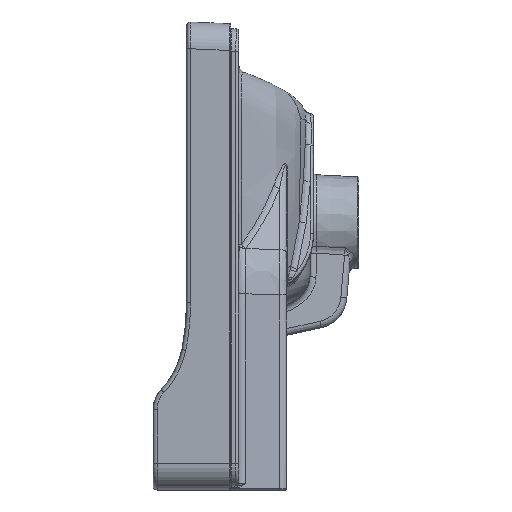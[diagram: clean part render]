
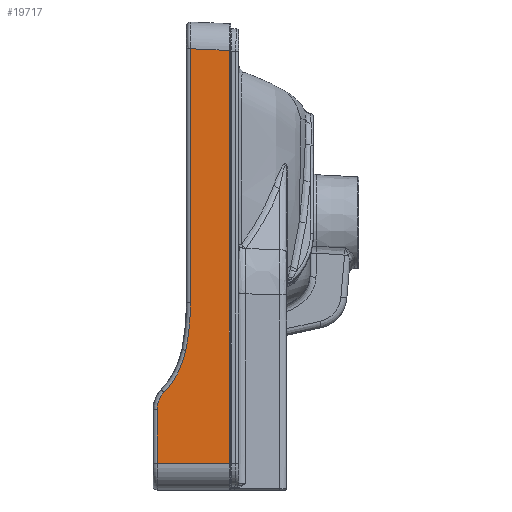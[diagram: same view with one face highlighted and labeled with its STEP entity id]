
A CAD part, left-side view. The second image highlights one B-rep face of the part: STEP entity #19717.
In plain terms, the highlighted planar face has unit normal (-1, 0, 0).
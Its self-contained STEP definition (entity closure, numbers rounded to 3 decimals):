
#1301 = ORIENTED_EDGE ( 'NONE', *, *, #45116, .T. ) ;
#1970 = DIRECTION ( 'NONE',  ( -1., 0., 0. ) ) ;
#3835 = CARTESIAN_POINT ( 'NONE',  ( -200., 110., -155. ) ) ;
#3921 = AXIS2_PLACEMENT_3D ( 'NONE', #30583, #35087, #46752 ) ;
#4635 = VERTEX_POINT ( 'NONE', #8160 ) ;
#4973 = CARTESIAN_POINT ( 'NONE',  ( -200., 78., 153.715 ) ) ;
#5162 = EDGE_CURVE ( 'NONE', #27942, #12897, #26321, .T. ) ;
#5559 = DIRECTION ( 'NONE',  ( -1., 0., 0. ) ) ;
#6575 = VERTEX_POINT ( 'NONE', #25478 ) ;
#6731 = DIRECTION ( 'NONE',  ( 0., 0., -1. ) ) ;
#7618 = EDGE_CURVE ( 'NONE', #4635, #27942, #15945, .T. ) ;
#8160 = CARTESIAN_POINT ( 'NONE',  ( -200., 78., -155. ) ) ;
#9204 = CARTESIAN_POINT ( 'NONE',  ( -200., 132., -115. ) ) ;
#9687 = ORIENTED_EDGE ( 'NONE', *, *, #10020, .T. ) ;
#10020 = EDGE_CURVE ( 'NONE', #24207, #44316, #46986, .T. ) ;
#10836 = VECTOR ( 'NONE', #23365, 1000. ) ;
#11189 = EDGE_LOOP ( 'NONE', ( #1301, #42999, #31594, #48008, #17765, #21522, #26576, #9687 ) ) ;
#12413 = EDGE_CURVE ( 'NONE', #34329, #6575, #42839, .T. ) ;
#12897 = VERTEX_POINT ( 'NONE', #51960 ) ;
#13502 = DIRECTION ( 'NONE',  ( 0., 0., 1. ) ) ;
#13617 = CARTESIAN_POINT ( 'NONE',  ( -200., 110., 175. ) ) ;
#15665 = CARTESIAN_POINT ( 'NONE',  ( -200., 172.89, -58.2 ) ) ;
#15945 = LINE ( 'NONE', #43520, #10836 ) ;
#17590 = PLANE ( 'NONE',  #19574 ) ;
#17765 = ORIENTED_EDGE ( 'NONE', *, *, #12413, .T. ) ;
#19574 = AXIS2_PLACEMENT_3D ( 'NONE', #13617, #1970, #43025 ) ;
#19717 = ADVANCED_FACE ( 'NONE', ( #49909 ), #17590, .T. ) ;
#20795 = CIRCLE ( 'NONE', #25854, 18.75 ) ;
#21522 = ORIENTED_EDGE ( 'NONE', *, *, #44958, .T. ) ;
#21787 = AXIS2_PLACEMENT_3D ( 'NONE', #15665, #35555, #48256 ) ;
#23365 = DIRECTION ( 'NONE',  ( 0., 0., 1. ) ) ;
#24207 = VERTEX_POINT ( 'NONE', #9204 ) ;
#24282 = VECTOR ( 'NONE', #50697, 1000. ) ;
#25119 = EDGE_CURVE ( 'NONE', #50422, #24207, #20795, .T. ) ;
#25478 = CARTESIAN_POINT ( 'NONE',  ( -200., 110.497, -70.584 ) ) ;
#25854 = AXIS2_PLACEMENT_3D ( 'NONE', #41588, #5559, #13502 ) ;
#26321 = LINE ( 'NONE', #30307, #24282 ) ;
#26576 = ORIENTED_EDGE ( 'NONE', *, *, #25119, .T. ) ;
#26743 = VECTOR ( 'NONE', #6731, 1000. ) ;
#27942 = VERTEX_POINT ( 'NONE', #4973 ) ;
#29847 = CARTESIAN_POINT ( 'NONE',  ( -200., 107., -35. ) ) ;
#30307 = CARTESIAN_POINT ( 'NONE',  ( -200., 110.867, 155.15 ) ) ;
#30583 = CARTESIAN_POINT ( 'NONE',  ( -200., 289.78, -35. ) ) ;
#31119 = VECTOR ( 'NONE', #50446, 1000. ) ;
#31390 = CARTESIAN_POINT ( 'NONE',  ( -200., 132., -155. ) ) ;
#31594 = ORIENTED_EDGE ( 'NONE', *, *, #5162, .T. ) ;
#34329 = VERTEX_POINT ( 'NONE', #29847 ) ;
#35087 = DIRECTION ( 'NONE',  ( 1., 0., 0. ) ) ;
#35555 = DIRECTION ( 'NONE',  ( 1., 0., 0. ) ) ;
#38255 = CARTESIAN_POINT ( 'NONE',  ( -200., 132., -155. ) ) ;
#40387 = LINE ( 'NONE', #3835, #42114 ) ;
#41588 = CARTESIAN_POINT ( 'NONE',  ( -200., 113.25, -115. ) ) ;
#42114 = VECTOR ( 'NONE', #48070, 1000. ) ;
#42839 = CIRCLE ( 'NONE', #3921, 182.78 ) ;
#42999 = ORIENTED_EDGE ( 'NONE', *, *, #7618, .T. ) ;
#43025 = DIRECTION ( 'NONE',  ( 0., 0., 1. ) ) ;
#43200 = EDGE_CURVE ( 'NONE', #12897, #34329, #45959, .T. ) ;
#43520 = CARTESIAN_POINT ( 'NONE',  ( -200., 78., 175. ) ) ;
#44316 = VERTEX_POINT ( 'NONE', #31390 ) ;
#44958 = EDGE_CURVE ( 'NONE', #6575, #50422, #45479, .T. ) ;
#45116 = EDGE_CURVE ( 'NONE', #44316, #4635, #40387, .T. ) ;
#45479 = CIRCLE ( 'NONE', #21787, 63.609 ) ;
#45959 = LINE ( 'NONE', #46219, #31119 ) ;
#46219 = CARTESIAN_POINT ( 'NONE',  ( -200., 107., -35. ) ) ;
#46626 = CARTESIAN_POINT ( 'NONE',  ( -200., 126.828, -102.069 ) ) ;
#46752 = DIRECTION ( 'NONE',  ( 0., 0., 1. ) ) ;
#46986 = LINE ( 'NONE', #38255, #26743 ) ;
#48008 = ORIENTED_EDGE ( 'NONE', *, *, #43200, .T. ) ;
#48070 = DIRECTION ( 'NONE',  ( 0., -1., 0. ) ) ;
#48256 = DIRECTION ( 'NONE',  ( 0., 0., 1. ) ) ;
#49909 = FACE_OUTER_BOUND ( 'NONE', #11189, .T. ) ;
#50422 = VERTEX_POINT ( 'NONE', #46626 ) ;
#50446 = DIRECTION ( 'NONE',  ( 0., 0., -1. ) ) ;
#50697 = DIRECTION ( 'NONE',  ( 0., 0.999, 0.044 ) ) ;
#51960 = CARTESIAN_POINT ( 'NONE',  ( -200., 107., 154.981 ) ) ;
